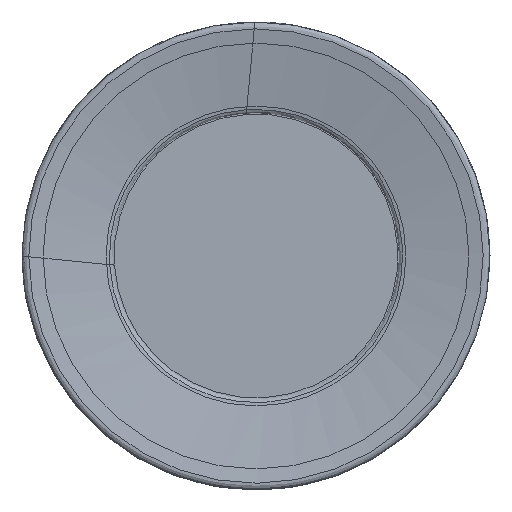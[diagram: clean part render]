
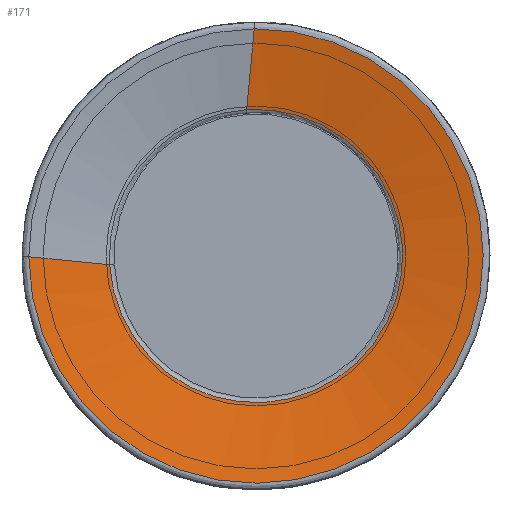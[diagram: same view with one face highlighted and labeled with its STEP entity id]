
A CAD part, left-side view. The second image highlights one B-rep face of the part: STEP entity #171.
In plain terms, the highlighted free-form (B-spline) face has degree [1, 3] with [2, 7] control points.
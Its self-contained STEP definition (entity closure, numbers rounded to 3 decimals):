
#41=(
BOUNDED_SURFACE()
B_SPLINE_SURFACE(1,3,((#961,#962,#963,#964,#965,#966,#967),(#968,#969,#970,
#971,#972,#973,#974)),.UNSPECIFIED.,.F.,.F.,.F.)
B_SPLINE_SURFACE_WITH_KNOTS((2,2),(4,3,4),(0.,1.),(0.,0.5,1.),
 .UNSPECIFIED.)
GEOMETRIC_REPRESENTATION_ITEM()
RATIONAL_B_SPLINE_SURFACE(((1.,0.588,0.588,1.,0.588,
0.588,1.),(1.,0.588,0.588,1.,0.588,
0.588,1.)))
REPRESENTATION_ITEM('')
SURFACE()
);
#69=LINE('',#953,#81);
#70=LINE('',#958,#82);
#81=VECTOR('',#784,1.);
#82=VECTOR('',#787,1.);
#118=FACE_OUTER_BOUND('',#261,.T.);
#171=ADVANCED_FACE('',(#118),#41,.F.);
#261=EDGE_LOOP('',(#327,#328,#329,#330));
#327=ORIENTED_EDGE('',*,*,#516,.F.);
#328=ORIENTED_EDGE('',*,*,#517,.F.);
#329=ORIENTED_EDGE('',*,*,#518,.F.);
#330=ORIENTED_EDGE('',*,*,#519,.T.);
#464=VERTEX_POINT('',#954);
#465=VERTEX_POINT('',#955);
#466=VERTEX_POINT('',#957);
#467=VERTEX_POINT('',#959);
#516=EDGE_CURVE('',#464,#465,#69,.T.);
#517=EDGE_CURVE('',#466,#464,#592,.T.);
#518=EDGE_CURVE('',#467,#466,#70,.T.);
#519=EDGE_CURVE('',#467,#465,#593,.T.);
#592=CIRCLE('',#668,15.535);
#593=CIRCLE('',#669,10.029);
#668=AXIS2_PLACEMENT_3D('',#956,#785,#786);
#669=AXIS2_PLACEMENT_3D('',#960,#788,#789);
#784=DIRECTION('',(0.174,-0.98,-0.097));
#785=DIRECTION('',(1.,0.,0.));
#786=DIRECTION('',(0.,0.008,1.));
#787=DIRECTION('',(-0.174,-0.092,0.98));
#788=DIRECTION('',(1.,0.,0.));
#789=DIRECTION('',(0.,0.064,0.998));
#953=CARTESIAN_POINT('',(0.984,10.011,-0.595));
#954=CARTESIAN_POINT('',(0.006,15.535,-0.049));
#955=CARTESIAN_POINT('',(0.984,10.011,-0.595));
#956=CARTESIAN_POINT('',(0.006,0.,0.));
#957=CARTESIAN_POINT('',(0.006,0.12,15.534));
#958=CARTESIAN_POINT('',(0.984,0.641,10.009));
#959=CARTESIAN_POINT('',(0.984,0.641,10.009));
#960=CARTESIAN_POINT('',(0.984,0.,0.));
#961=CARTESIAN_POINT('',(0.984,0.641,10.009));
#962=CARTESIAN_POINT('',(0.984,-9.852,10.681));
#963=CARTESIAN_POINT('',(0.984,-14.478,1.238));
#964=CARTESIAN_POINT('',(0.984,-7.515,-6.641));
#965=CARTESIAN_POINT('',(0.984,-0.552,-14.52));
#966=CARTESIAN_POINT('',(0.984,9.388,-11.091));
#967=CARTESIAN_POINT('',(0.984,10.011,-0.595));
#968=CARTESIAN_POINT('',(0.006,0.12,15.534));
#969=CARTESIAN_POINT('',(0.006,-16.166,15.66));
#970=CARTESIAN_POINT('',(0.006,-22.498,0.655));
#971=CARTESIAN_POINT('',(0.006,-11.044,-10.925));
#972=CARTESIAN_POINT('',(0.006,0.409,-22.504));
#973=CARTESIAN_POINT('',(0.006,15.483,-16.336));
#974=CARTESIAN_POINT('',(0.006,15.535,-0.049));
